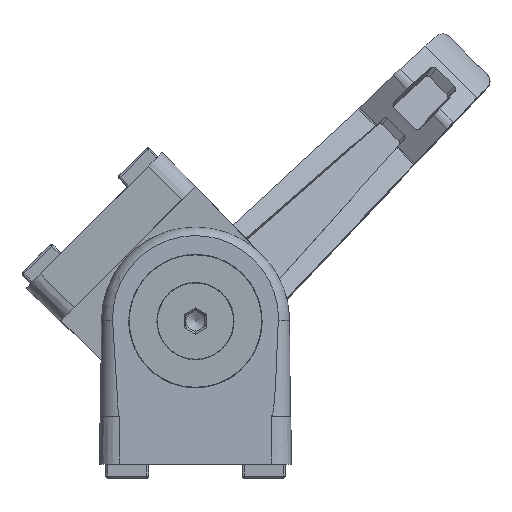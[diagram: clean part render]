
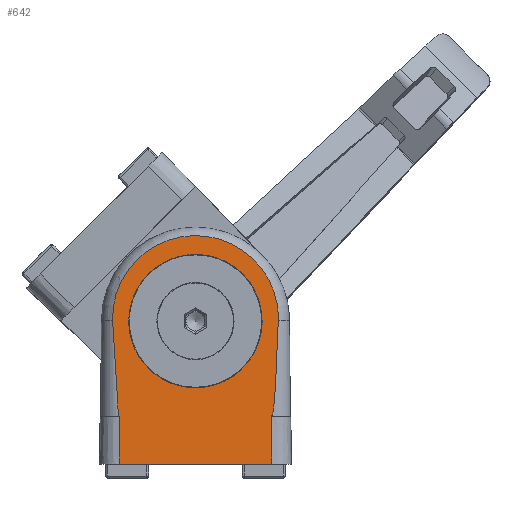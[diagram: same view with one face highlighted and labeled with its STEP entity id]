
A CAD part, top view. The second image highlights one B-rep face of the part: STEP entity #642.
In plain terms, the highlighted face is planar.
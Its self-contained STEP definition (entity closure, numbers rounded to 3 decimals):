
#642 = ADVANCED_FACE( '', ( #1536, #1537 ), #1538, .F. );
#1536 = FACE_BOUND( '', #2768, .T. );
#1537 = FACE_OUTER_BOUND( '', #2769, .T. );
#1538 = PLANE( '', #2770 );
#2768 = EDGE_LOOP( '', ( #4394 ) );
#2769 = EDGE_LOOP( '', ( #4395, #4396, #4397, #4398, #4399, #4400, #4401, #4402 ) );
#2770 = AXIS2_PLACEMENT_3D( '', #4403, #4404, #4405 );
#4394 = ORIENTED_EDGE( '', *, *, #7183, .T. );
#4395 = ORIENTED_EDGE( '', *, *, #7184, .T. );
#4396 = ORIENTED_EDGE( '', *, *, #7167, .F. );
#4397 = ORIENTED_EDGE( '', *, *, #6847, .F. );
#4398 = ORIENTED_EDGE( '', *, *, #7185, .F. );
#4399 = ORIENTED_EDGE( '', *, *, #7186, .F. );
#4400 = ORIENTED_EDGE( '', *, *, #7187, .F. );
#4401 = ORIENTED_EDGE( '', *, *, #7188, .T. );
#4402 = ORIENTED_EDGE( '', *, *, #7189, .T. );
#4403 = CARTESIAN_POINT( '', ( 8., -10., -10. ) );
#4404 = DIRECTION( '', ( 0., -0.017, 1. ) );
#4405 = DIRECTION( '', ( 0., -1., -0.017 ) );
#6847 = EDGE_CURVE( '', #8058, #8061, #8062, .T. );
#7167 = EDGE_CURVE( '', #8061, #8603, #8604, .F. );
#7183 = EDGE_CURVE( '', #8627, #8627, #8628, .T. );
#7184 = EDGE_CURVE( '', #8629, #8603, #8630, .F. );
#7185 = EDGE_CURVE( '', #8631, #8058, #8632, .F. );
#7186 = EDGE_CURVE( '', #8633, #8631, #8634, .F. );
#7187 = EDGE_CURVE( '', #8635, #8633, #8636, .T. );
#7188 = EDGE_CURVE( '', #8635, #8637, #8638, .F. );
#7189 = EDGE_CURVE( '', #8637, #8629, #8639, .T. );
#8058 = VERTEX_POINT( '', #9852 );
#8061 = VERTEX_POINT( '', #9855 );
#8062 = B_SPLINE_CURVE_WITH_KNOTS( '', 3, ( #9856, #9857, #9858, #9859, #9860, #9861, #9862, #9863, #9864, #9865, #9866, #9867, #9868, #9869, #9870, #9871, #9872, #9873, #9874, #9875, #9876, #9877, #9878, #9879, #9880, #9881, #9882, #9883, #9884, #9885, #9886, #9887, #9888, #9889, #9890, #9891, #9892, #9893, #9894, #9895, #9896, #9897, #9898, #9899, #9900, #9901, #9902 ), .UNSPECIFIED., .F., .F., ( 4, 2, 2, 2, 2, 2, 2, 2, 2, 2, 2, 2, 2, 2, 2, 2, 1, 2, 2, 2, 2, 2, 2, 4 ), ( 0., 0.002, 0.003, 0.003, 0.005, 0.006, 0.007, 0.009, 0.01, 0.011, 0.012, 0.014, 0.015, 0.016, 0.017, 0.018, 0.019, 0.02, 0.021, 0.022, 0.024, 0.026, 0.027, 0.028 ), .UNSPECIFIED. );
#8603 = VERTEX_POINT( '', #10760 );
#8604 = ELLIPSE( '', #10761, 114.602, 2. );
#8627 = VERTEX_POINT( '', #10812 );
#8628 = ELLIPSE( '', #10813, 7.001, 7. );
#8629 = VERTEX_POINT( '', #10814 );
#8630 = LINE( '', #10815, #10816 );
#8631 = VERTEX_POINT( '', #10817 );
#8632 = ELLIPSE( '', #10818, 114.602, 2. );
#8633 = VERTEX_POINT( '', #10819 );
#8634 = LINE( '', #10820, #10821 );
#8635 = VERTEX_POINT( '', #10822 );
#8636 = LINE( '', #10823, #10824 );
#8637 = VERTEX_POINT( '', #10825 );
#8638 = LINE( '', #10826, #10827 );
#8639 = LINE( '', #10828, #10829 );
#9852 = CARTESIAN_POINT( '', ( 8.689, 0.076, -9.824 ) );
#9855 = CARTESIAN_POINT( '', ( -8.689, 0.076, -9.824 ) );
#9856 = CARTESIAN_POINT( '', ( 8.689, 0.076, -9.824 ) );
#9857 = CARTESIAN_POINT( '', ( 8.706, 0.659, -9.814 ) );
#9858 = CARTESIAN_POINT( '', ( 8.664, 1.233, -9.804 ) );
#9859 = CARTESIAN_POINT( '', ( 8.517, 2.084, -9.789 ) );
#9860 = CARTESIAN_POINT( '', ( 8.453, 2.365, -9.784 ) );
#9861 = CARTESIAN_POINT( '', ( 8.297, 2.924, -9.774 ) );
#9862 = CARTESIAN_POINT( '', ( 8.203, 3.201, -9.77 ) );
#9863 = CARTESIAN_POINT( '', ( 7.887, 4.007, -9.755 ) );
#9864 = CARTESIAN_POINT( '', ( 7.624, 4.519, -9.747 ) );
#9865 = CARTESIAN_POINT( '', ( 7.153, 5.246, -9.734 ) );
#9866 = CARTESIAN_POINT( '', ( 6.982, 5.484, -9.73 ) );
#9867 = CARTESIAN_POINT( '', ( 6.619, 5.936, -9.722 ) );
#9868 = CARTESIAN_POINT( '', ( 6.428, 6.152, -9.718 ) );
#9869 = CARTESIAN_POINT( '', ( 5.824, 6.769, -9.707 ) );
#9870 = CARTESIAN_POINT( '', ( 5.382, 7.139, -9.701 ) );
#9871 = CARTESIAN_POINT( '', ( 4.418, 7.793, -9.689 ) );
#9872 = CARTESIAN_POINT( '', ( 3.91, 8.068, -9.685 ) );
#9873 = CARTESIAN_POINT( '', ( 3.115, 8.402, -9.679 ) );
#9874 = CARTESIAN_POINT( '', ( 2.844, 8.5, -9.677 ) );
#9875 = CARTESIAN_POINT( '', ( 2.29, 8.671, -9.674 ) );
#9876 = CARTESIAN_POINT( '', ( 2.006, 8.743, -9.673 ) );
#9877 = CARTESIAN_POINT( '', ( 1.156, 8.914, -9.67 ) );
#9878 = CARTESIAN_POINT( '', ( 0.584, 8.971, -9.669 ) );
#9879 = CARTESIAN_POINT( '', ( -0.282, 8.971, -9.669 ) );
#9880 = CARTESIAN_POINT( '', ( -0.573, 8.957, -9.669 ) );
#9881 = CARTESIAN_POINT( '', ( -1.151, 8.9, -9.67 ) );
#9882 = CARTESIAN_POINT( '', ( -1.437, 8.857, -9.671 ) );
#9883 = CARTESIAN_POINT( '', ( -2.283, 8.687, -9.674 ) );
#9884 = CARTESIAN_POINT( '', ( -2.834, 8.519, -9.677 ) );
#9885 = CARTESIAN_POINT( '', ( -3.638, 8.182, -9.683 ) );
#9886 = CARTESIAN_POINT( '', ( -3.901, 8.057, -9.685 ) );
#9887 = CARTESIAN_POINT( '', ( -4.409, 7.782, -9.69 ) );
#9888 = CARTESIAN_POINT( '', ( -4.9, 7.483, -9.695 ) );
#9889 = CARTESIAN_POINT( '', ( -5.36, 7.137, -9.701 ) );
#9890 = CARTESIAN_POINT( '', ( -5.805, 6.767, -9.707 ) );
#9891 = CARTESIAN_POINT( '', ( -6.02, 6.569, -9.711 ) );
#9892 = CARTESIAN_POINT( '', ( -6.628, 5.948, -9.722 ) );
#9893 = CARTESIAN_POINT( '', ( -6.988, 5.499, -9.729 ) );
#9894 = CARTESIAN_POINT( '', ( -7.616, 4.533, -9.746 ) );
#9895 = CARTESIAN_POINT( '', ( -7.885, 4.01, -9.755 ) );
#9896 = CARTESIAN_POINT( '', ( -8.307, 2.938, -9.774 ) );
#9897 = CARTESIAN_POINT( '', ( -8.463, 2.385, -9.784 ) );
#9898 = CARTESIAN_POINT( '', ( -8.614, 1.528, -9.799 ) );
#9899 = CARTESIAN_POINT( '', ( -8.65, 1.238, -9.804 ) );
#9900 = CARTESIAN_POINT( '', ( -8.691, 0.658, -9.814 ) );
#9901 = CARTESIAN_POINT( '', ( -8.698, 0.368, -9.819 ) );
#9902 = CARTESIAN_POINT( '', ( -8.689, 0.076, -9.824 ) );
#10760 = CARTESIAN_POINT( '', ( -7.957, -10., -10. ) );
#10761 = AXIS2_PLACEMENT_3D( '', #13239, #13240, #13241 );
#10812 = CARTESIAN_POINT( '', ( 0., 7., -9.703 ) );
#10813 = AXIS2_PLACEMENT_3D( '', #13258, #13259, #13260 );
#10814 = CARTESIAN_POINT( '', ( -8., -10., -10. ) );
#10815 = CARTESIAN_POINT( '', ( 8., -10., -10. ) );
#10816 = VECTOR( '', #13261, 1000. );
#10817 = CARTESIAN_POINT( '', ( 7.957, -10., -10. ) );
#10818 = AXIS2_PLACEMENT_3D( '', #13262, #13263, #13264 );
#10819 = CARTESIAN_POINT( '', ( 8., -10., -10. ) );
#10820 = CARTESIAN_POINT( '', ( 8., -10., -10. ) );
#10821 = VECTOR( '', #13265, 1000. );
#10822 = CARTESIAN_POINT( '', ( 8., -15., -10.087 ) );
#10823 = CARTESIAN_POINT( '', ( 8., -10., -10. ) );
#10824 = VECTOR( '', #13266, 1000. );
#10825 = CARTESIAN_POINT( '', ( -8., -15., -10.087 ) );
#10826 = CARTESIAN_POINT( '', ( 8., -15., -10.087 ) );
#10827 = VECTOR( '', #13267, 1000. );
#10828 = CARTESIAN_POINT( '', ( -8., -10., -10. ) );
#10829 = VECTOR( '', #13268, 1000. );
#13239 = CARTESIAN_POINT( '', ( -6.953, 104.58, -8. ) );
#13240 = DIRECTION( '', ( 0., 0.017, -1. ) );
#13241 = DIRECTION( '', ( -0.009, -1., -0.017 ) );
#13258 = CARTESIAN_POINT( '', ( 0., 0., -9.825 ) );
#13259 = DIRECTION( '', ( 0., -0.017, 1. ) );
#13260 = DIRECTION( '', ( 0., 1., 0.017 ) );
#13261 = DIRECTION( '', ( -1., 0., 0. ) );
#13262 = CARTESIAN_POINT( '', ( 6.953, 104.58, -8. ) );
#13263 = DIRECTION( '', ( 0., 0.017, -1. ) );
#13264 = DIRECTION( '', ( -0.009, 1., 0.017 ) );
#13265 = DIRECTION( '', ( 1., 0., 0. ) );
#13266 = DIRECTION( '', ( 0., 1., 0.017 ) );
#13267 = DIRECTION( '', ( 1., 0., 0. ) );
#13268 = DIRECTION( '', ( 0., 1., 0.017 ) );
